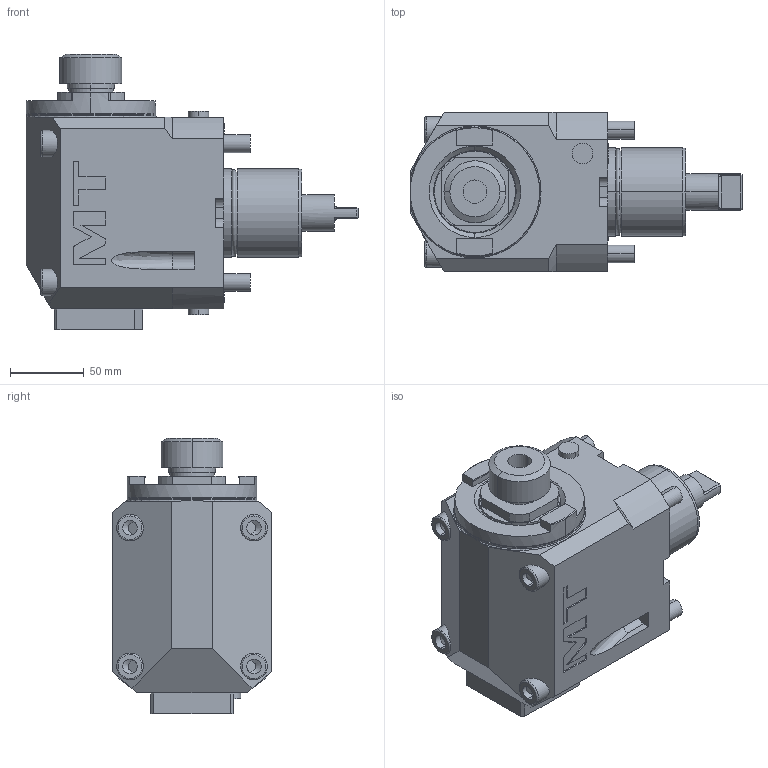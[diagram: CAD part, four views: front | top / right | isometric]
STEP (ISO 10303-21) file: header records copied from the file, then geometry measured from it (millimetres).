
FILE_DESCRIPTION((''),'2;1');
FILE_NAME('MNL0751525_CONF','2023-02-13T15:53:23',('sterribile'),('M.T. srl'),'CREO PARAMETRIC BY PTC INC, 2021072','CREO PARAMETRIC BY PTC INC, 2021072','');
FILE_SCHEMA(('CONFIG_CONTROL_DESIGN'));
Length unit declared in the file: millimetre
Products named in the file (1): MNL0751525_CONF
Bounding box: 225 x 108 x 186.56 mm (x, y, z)
Volume: 2014002.7 mm3; surface area: 123899 mm2
Topology: 1 solids, 1 shells, 280 faces, 698 edges, 459 vertices
Faces by surface type: plane 164, cylinder 78, cone 16, torus 16, extrusion 4, bspline 2
Entity records: 9199 total; most frequent: CARTESIAN_POINT 2345, DIRECTION 1426, ORIENTED_EDGE 1396, EDGE_CURVE 698, AXIS2_PLACEMENT_3D 497, VERTEX_POINT 459, VECTOR 432, LINE 428
